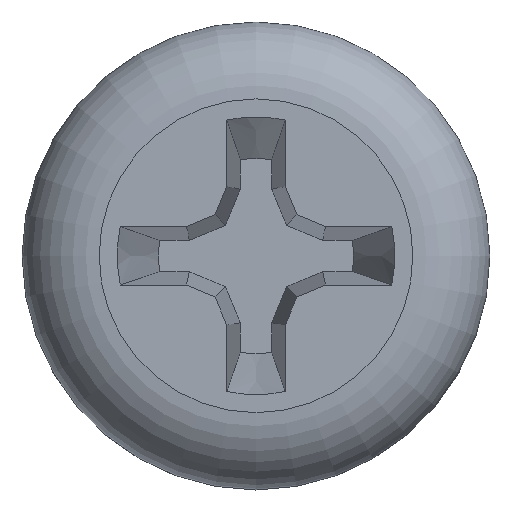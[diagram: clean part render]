
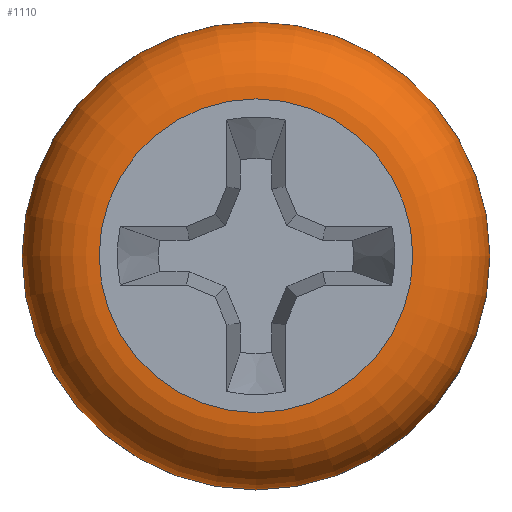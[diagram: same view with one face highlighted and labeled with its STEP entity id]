
A CAD part, top view. The second image highlights one B-rep face of the part: STEP entity #1110.
In plain terms, the highlighted toroidal (fillet/blend) face has major radius 2.683 mm and minor radius 1.317 mm.
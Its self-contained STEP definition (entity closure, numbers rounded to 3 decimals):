
#39=TOROIDAL_SURFACE('',#1199,2.683,1.318);
#111=FACE_OUTER_BOUND('',#171,.T.);
#171=EDGE_LOOP('',(#836,#837,#838,#839,#840,#841,#842));
#210=CIRCLE('',#1200,4.);
#211=CIRCLE('',#1201,4.);
#212=CIRCLE('',#1202,1.318);
#213=CIRCLE('',#1203,2.683);
#214=CIRCLE('',#1204,2.683);
#215=CIRCLE('',#1205,4.);
#485=VERTEX_POINT('',#4874);
#486=VERTEX_POINT('',#4875);
#487=VERTEX_POINT('',#4877);
#488=VERTEX_POINT('',#4879);
#489=VERTEX_POINT('',#4881);
#632=EDGE_CURVE('',#485,#486,#210,.T.);
#633=EDGE_CURVE('',#487,#485,#211,.T.);
#634=EDGE_CURVE('',#487,#488,#212,.T.);
#635=EDGE_CURVE('',#488,#489,#213,.T.);
#636=EDGE_CURVE('',#489,#488,#214,.T.);
#637=EDGE_CURVE('',#486,#487,#215,.T.);
#836=ORIENTED_EDGE('',*,*,#632,.F.);
#837=ORIENTED_EDGE('',*,*,#633,.F.);
#838=ORIENTED_EDGE('',*,*,#634,.T.);
#839=ORIENTED_EDGE('',*,*,#635,.T.);
#840=ORIENTED_EDGE('',*,*,#636,.T.);
#841=ORIENTED_EDGE('',*,*,#634,.F.);
#842=ORIENTED_EDGE('',*,*,#637,.F.);
#1110=ADVANCED_FACE('',(#111),#39,.T.);
#1199=AXIS2_PLACEMENT_3D('',#4873,#1354,#1355);
#1200=AXIS2_PLACEMENT_3D('',#4876,#1356,#1357);
#1201=AXIS2_PLACEMENT_3D('',#4878,#1358,#1359);
#1202=AXIS2_PLACEMENT_3D('',#4880,#1360,#1361);
#1203=AXIS2_PLACEMENT_3D('',#4882,#1362,#1363);
#1204=AXIS2_PLACEMENT_3D('',#4883,#1364,#1365);
#1205=AXIS2_PLACEMENT_3D('',#4884,#1366,#1367);
#1354=DIRECTION('center_axis',(0.,0.,-1.));
#1355=DIRECTION('ref_axis',(0.,1.,0.));
#1356=DIRECTION('center_axis',(0.,0.,-1.));
#1357=DIRECTION('ref_axis',(0.,1.,0.));
#1358=DIRECTION('center_axis',(0.,0.,-1.));
#1359=DIRECTION('ref_axis',(0.,1.,0.));
#1360=DIRECTION('center_axis',(-1.,0.,0.));
#1361=DIRECTION('ref_axis',(0.,-1.,0.));
#1362=DIRECTION('center_axis',(0.,0.,-1.));
#1363=DIRECTION('ref_axis',(0.,1.,0.));
#1364=DIRECTION('center_axis',(0.,0.,-1.));
#1365=DIRECTION('ref_axis',(0.,1.,0.));
#1366=DIRECTION('center_axis',(0.,0.,-1.));
#1367=DIRECTION('ref_axis',(0.,1.,0.));
#4873=CARTESIAN_POINT('Origin',(0.,0.,1.783));
#4874=CARTESIAN_POINT('',(-4.,0.,1.783));
#4875=CARTESIAN_POINT('',(4.,0.,1.783));
#4876=CARTESIAN_POINT('Origin',(0.,0.,1.783));
#4877=CARTESIAN_POINT('',(0.,-4.,1.783));
#4878=CARTESIAN_POINT('Origin',(0.,0.,1.783));
#4879=CARTESIAN_POINT('',(0.,-2.683,3.1));
#4880=CARTESIAN_POINT('Origin',(0.,-2.683,1.783));
#4881=CARTESIAN_POINT('',(0.,2.683,3.1));
#4882=CARTESIAN_POINT('Origin',(0.,0.,3.1));
#4883=CARTESIAN_POINT('Origin',(0.,0.,3.1));
#4884=CARTESIAN_POINT('Origin',(0.,0.,1.783));
